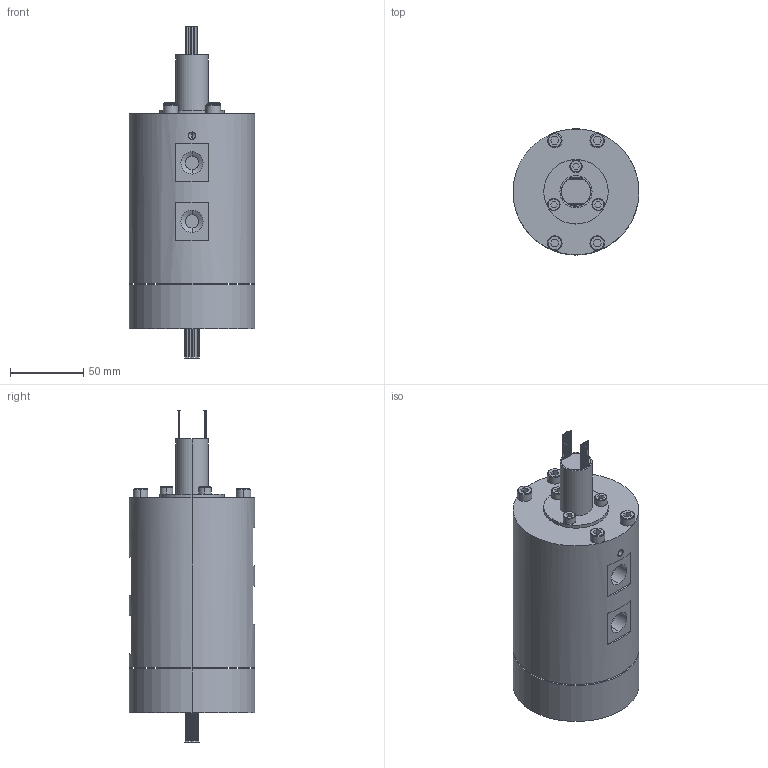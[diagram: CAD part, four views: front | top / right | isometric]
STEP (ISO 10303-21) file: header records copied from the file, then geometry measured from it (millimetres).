
FILE_DESCRIPTION (( 'STEP AP203' ), '1' );
FILE_NAME ('RKD43S-S24.STEP', '2020-11-21T05:36:49', ( '微软用户' ), ( '微软中国' ), 'SwSTEP 2.0', 'SolidWorks 2014', '' );
FILE_SCHEMA (( 'CONFIG_CONTROL_DESIGN' ));
Length unit declared in the file: millimetre
Products named in the file (1): RKD43S-S24
Bounding box: 86 x 86 x 226.8 mm (x, y, z)
Volume: 848304.8 mm3; surface area: 72650 mm2
Topology: 1 solids, 2 shells, 353 faces, 758 edges, 480 vertices
Faces by surface type: cylinder 172, plane 139, cone 42
Entity records: 9993 total; most frequent: CARTESIAN_POINT 1980, DIRECTION 1804, ORIENTED_EDGE 1492, EDGE_CURVE 746, AXIS2_PLACEMENT_3D 720, VERTEX_POINT 480, EDGE_LOOP 436, CIRCLE 366
